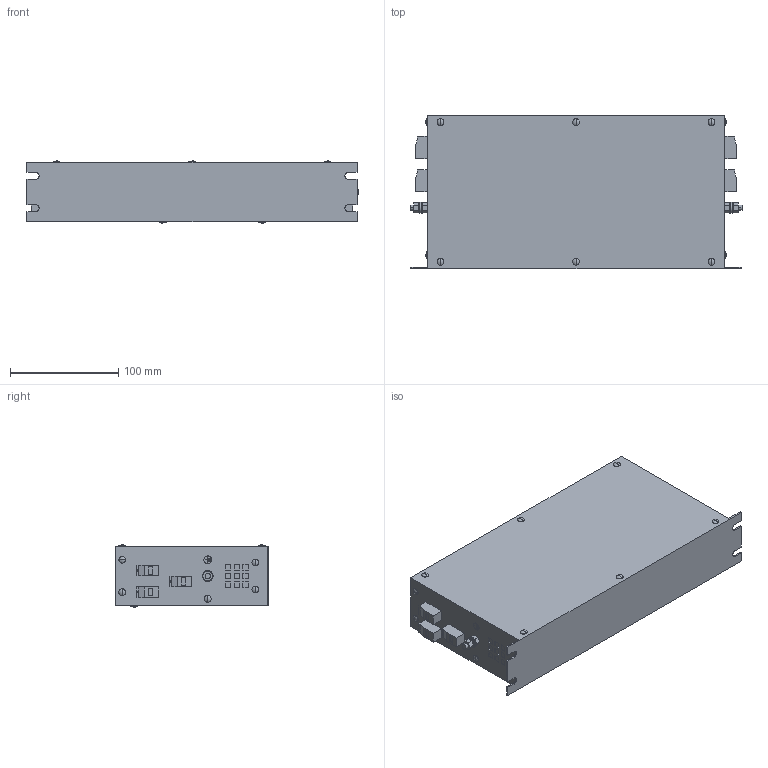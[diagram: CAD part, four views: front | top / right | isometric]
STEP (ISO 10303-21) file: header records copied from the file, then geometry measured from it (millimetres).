
FILE_DESCRIPTION (( 'STEP AP214' ), '1' );
FILE_NAME ('868950.STEP', '2024-06-19T13:03:45', ( '' ), ( '' ), 'SwSTEP 2.0', 'SolidWorks 2022', '' );
FILE_SCHEMA (( 'AUTOMOTIVE_DESIGN' ));
Length unit declared in the file: millimetre
Products named in the file (1): 868950
Bounding box: 306.8 x 142.05 x 57.74 mm (x, y, z)
Volume: 2163224.9 mm3; surface area: 133218 mm2
Topology: 1 solids, 1 shells, 681 faces, 1646 edges, 1094 vertices
Faces by surface type: plane 569, cylinder 76, sphere 36
Entity records: 19698 total; most frequent: CARTESIAN_POINT 3422, ORIENTED_EDGE 3292, DIRECTION 3254, EDGE_CURVE 1646, VECTOR 1402, LINE 1402, VERTEX_POINT 1094, AXIS2_PLACEMENT_3D 926
